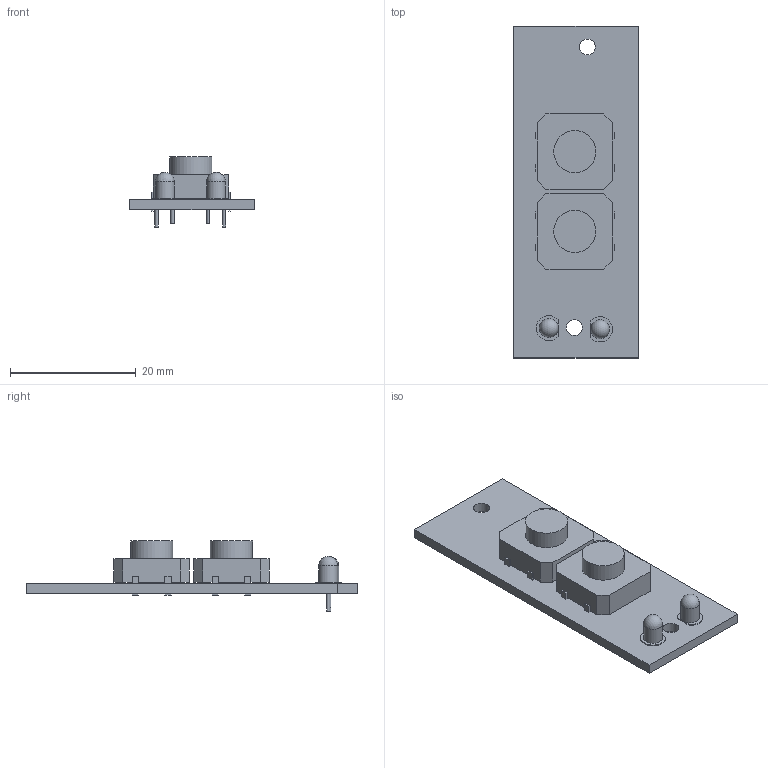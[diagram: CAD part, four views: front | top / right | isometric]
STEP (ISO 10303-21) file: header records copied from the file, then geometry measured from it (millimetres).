
FILE_DESCRIPTION(('FreeCAD Model'),'2;1');
FILE_NAME( 'brd3.step', '2017-07-07T12:40:18',('Author'),(''), 'Open CASCADE STEP processor 6.8','FreeCAD','Unknown');
FILE_SCHEMA(('AUTOMOTIVE_DESIGN_CC2 { 1 2 10303 214 -1 1 5 4 }'));
Length unit declared in the file: millimetre
Products named in the file (2): ASSEMBLY; Fusion
Assembly tree (1 placements, depth 2):
  ASSEMBLY
    Fusion
Bounding box: 19.81 x 52.83 x 11.15 mm (x, y, z)
Volume: 2981.3 mm3; surface area: 3446.4 mm2
Topology: 1 solids, 1 shells, 134 faces, 348 edges, 224 vertices
Faces by surface type: plane 120, cylinder 12, sphere 2
Full cylindrical faces by diameter (mm): 0.5 x4, 2.54 x2, 3 x2, 6.7 x2
Entity records: 9512 total; most frequent: CARTESIAN_POINT 1768, DIRECTION 1176, LINE 836, VECTOR 836, ORIENTED_EDGE 688, PCURVE 688, DEFINITIONAL_REPRESENTATION 688, EDGE_CURVE 344
